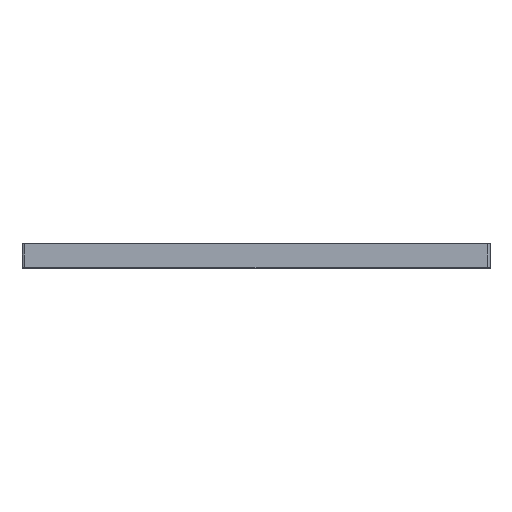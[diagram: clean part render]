
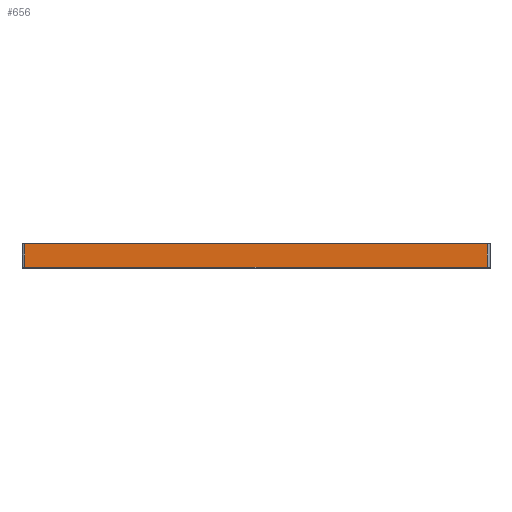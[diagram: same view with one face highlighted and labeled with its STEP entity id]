
A CAD part, top view. The second image highlights one B-rep face of the part: STEP entity #656.
In plain terms, the highlighted planar face has unit normal (0, 0, 1).
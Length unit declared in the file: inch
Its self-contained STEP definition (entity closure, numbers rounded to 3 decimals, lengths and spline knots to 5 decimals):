
#166 = CARTESIAN_POINT ( 'NONE',  ( 4.97, 0., 0. ) ) ;
#169 = VERTEX_POINT ( 'NONE', #1477 ) ;
#179 = VECTOR ( 'NONE', #1117, 39.37008 ) ;
#395 = EDGE_CURVE ( 'NONE', #651, #999, #2198, .T. ) ;
#651 = VERTEX_POINT ( 'NONE', #166 ) ;
#656 = ADVANCED_FACE ( 'NONE', ( #3673 ), #1152, .F. ) ;
#851 = EDGE_LOOP ( 'NONE', ( #3892, #4019, #1158, #1065 ) ) ;
#980 = DIRECTION ( 'NONE',  ( -1., 0., 0. ) ) ;
#999 = VERTEX_POINT ( 'NONE', #1016 ) ;
#1016 = CARTESIAN_POINT ( 'NONE',  ( 4.97, 0.25, 0. ) ) ;
#1037 = CARTESIAN_POINT ( 'NONE',  ( 0., 0., 0. ) ) ;
#1059 = LINE ( 'NONE', #1978, #179 ) ;
#1065 = ORIENTED_EDGE ( 'NONE', *, *, #2966, .T. ) ;
#1085 = EDGE_CURVE ( 'NONE', #169, #999, #3061, .T. ) ;
#1117 = DIRECTION ( 'NONE',  ( 0., -1., 0. ) ) ;
#1152 = PLANE ( 'NONE',  #1496 ) ;
#1158 = ORIENTED_EDGE ( 'NONE', *, *, #1085, .F. ) ;
#1213 = VECTOR ( 'NONE', #3343, 39.37008 ) ;
#1371 = DIRECTION ( 'NONE',  ( 1., 0., 0. ) ) ;
#1477 = CARTESIAN_POINT ( 'NONE',  ( 0.03, 0.25, 0. ) ) ;
#1496 = AXIS2_PLACEMENT_3D ( 'NONE', #3100, #3950, #980 ) ;
#1678 = LINE ( 'NONE', #1037, #3430 ) ;
#1978 = CARTESIAN_POINT ( 'NONE',  ( 0.03, 0.25, 0. ) ) ;
#2192 = VECTOR ( 'NONE', #2882, 39.37008 ) ;
#2198 = LINE ( 'NONE', #2556, #1213 ) ;
#2219 = CARTESIAN_POINT ( 'NONE',  ( 0., 0.25, 0. ) ) ;
#2298 = VERTEX_POINT ( 'NONE', #3946 ) ;
#2556 = CARTESIAN_POINT ( 'NONE',  ( 4.97, 0.25, 0. ) ) ;
#2775 = EDGE_CURVE ( 'NONE', #2298, #651, #1678, .T. ) ;
#2882 = DIRECTION ( 'NONE',  ( 1., 0., 0. ) ) ;
#2966 = EDGE_CURVE ( 'NONE', #169, #2298, #1059, .T. ) ;
#3061 = LINE ( 'NONE', #2219, #2192 ) ;
#3100 = CARTESIAN_POINT ( 'NONE',  ( 0., 0.25, 0. ) ) ;
#3343 = DIRECTION ( 'NONE',  ( 0., 1., 0. ) ) ;
#3430 = VECTOR ( 'NONE', #1371, 39.37008 ) ;
#3673 = FACE_OUTER_BOUND ( 'NONE', #851, .T. ) ;
#3892 = ORIENTED_EDGE ( 'NONE', *, *, #2775, .T. ) ;
#3946 = CARTESIAN_POINT ( 'NONE',  ( 0.03, 0., 0. ) ) ;
#3950 = DIRECTION ( 'NONE',  ( 0., 0., -1. ) ) ;
#4019 = ORIENTED_EDGE ( 'NONE', *, *, #395, .T. ) ;
